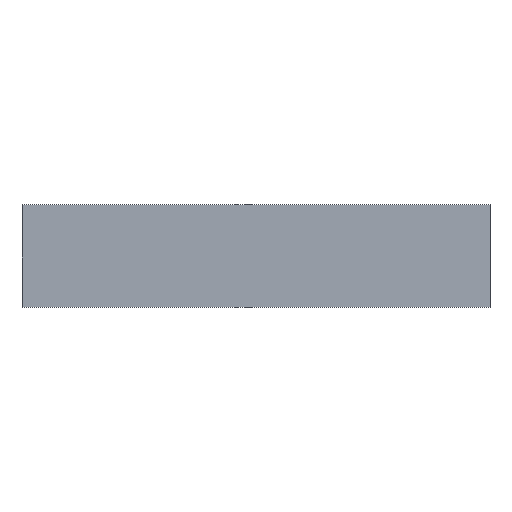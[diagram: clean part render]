
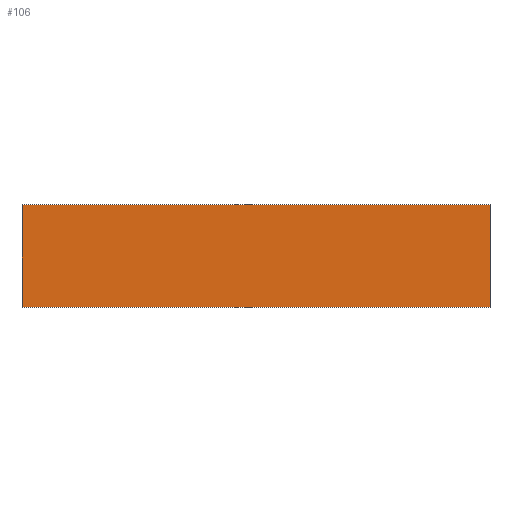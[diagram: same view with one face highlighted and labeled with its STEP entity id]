
A CAD part, top view. The second image highlights one B-rep face of the part: STEP entity #106.
In plain terms, the highlighted planar face has unit normal (0, 0, 1).
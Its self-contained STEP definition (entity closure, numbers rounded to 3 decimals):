
#20=FACE_OUTER_BOUND('',#26,.T.);
#26=EDGE_LOOP('',(#91,#92,#93,#94));
#27=LINE('',#157,#39);
#31=LINE('',#165,#43);
#34=LINE('',#171,#46);
#37=LINE('',#176,#49);
#39=VECTOR('',#131,1000.);
#43=VECTOR('',#137,1000.);
#46=VECTOR('',#142,1000.);
#49=VECTOR('',#147,1000.);
#51=VERTEX_POINT('',#155);
#52=VERTEX_POINT('',#156);
#55=VERTEX_POINT('',#164);
#57=VERTEX_POINT('',#170);
#59=EDGE_CURVE('',#51,#52,#27,.T.);
#63=EDGE_CURVE('',#52,#55,#31,.T.);
#66=EDGE_CURVE('',#55,#57,#34,.T.);
#69=EDGE_CURVE('',#57,#51,#37,.T.);
#91=ORIENTED_EDGE('',*,*,#59,.T.);
#92=ORIENTED_EDGE('',*,*,#63,.T.);
#93=ORIENTED_EDGE('',*,*,#66,.T.);
#94=ORIENTED_EDGE('',*,*,#69,.T.);
#100=PLANE('',#126);
#106=ADVANCED_FACE('',(#20),#100,.T.);
#126=AXIS2_PLACEMENT_3D('',#179,#151,#152);
#131=DIRECTION('',(0.,-1.,0.));
#137=DIRECTION('',(1.,0.,0.));
#142=DIRECTION('',(0.,1.,0.));
#147=DIRECTION('',(-1.,0.,0.));
#151=DIRECTION('center_axis',(0.,0.,1.));
#152=DIRECTION('ref_axis',(1.,0.,0.));
#155=CARTESIAN_POINT('',(-2.975,0.65,0.));
#156=CARTESIAN_POINT('',(-2.975,-0.65,0.));
#157=CARTESIAN_POINT('',(-2.975,0.65,0.));
#164=CARTESIAN_POINT('',(2.975,-0.65,0.));
#165=CARTESIAN_POINT('',(-2.975,-0.65,0.));
#170=CARTESIAN_POINT('',(2.975,0.65,0.));
#171=CARTESIAN_POINT('',(2.975,-0.65,0.));
#176=CARTESIAN_POINT('',(2.975,0.65,0.));
#179=CARTESIAN_POINT('Origin',(0.,0.,0.));
